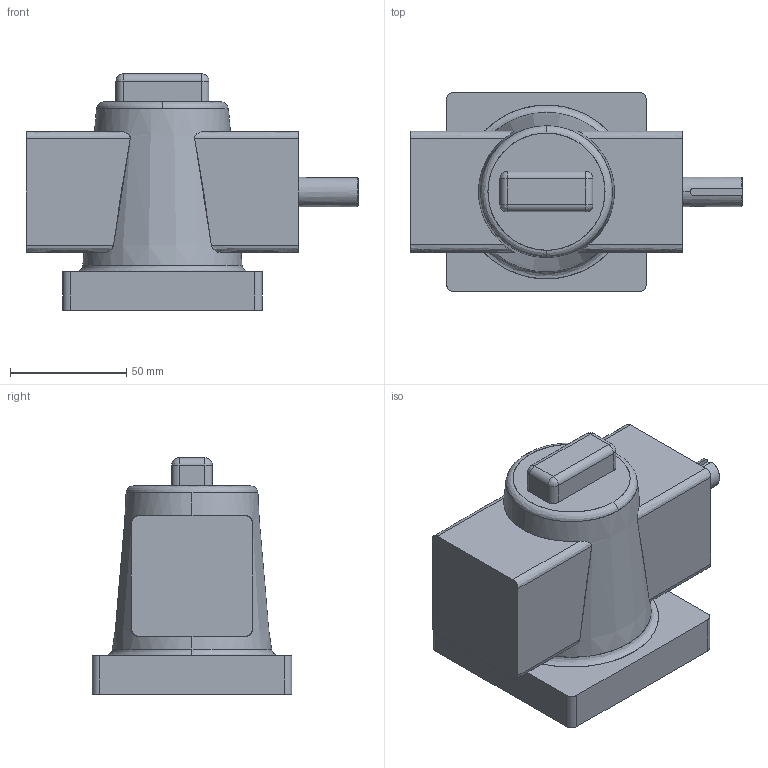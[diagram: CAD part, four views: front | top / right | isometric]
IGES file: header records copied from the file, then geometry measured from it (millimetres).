
Start section: SolidWorks IGES file using analytic representation for surfaces
Global section: file name: Diff_RA 1.igs; native system: SolidWorks 2010; preprocessor: SolidWorks 2010; author: Josh; date: 101212.234853; units: inch
Bounding box: 142.75 x 85.85 x 101.6 mm (x, y, z)
Surface area: 48894 mm2 (no closed solid volume)
Topology: 0 solids, 0 shells, 61 faces, 857 edges, 853 vertices
Faces by surface type: revolution 31, bspline 30
